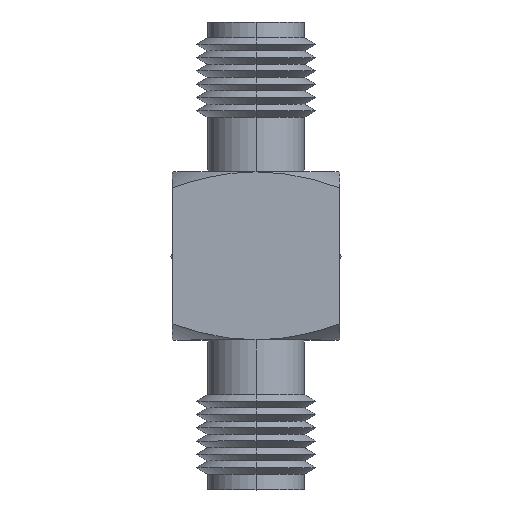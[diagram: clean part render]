
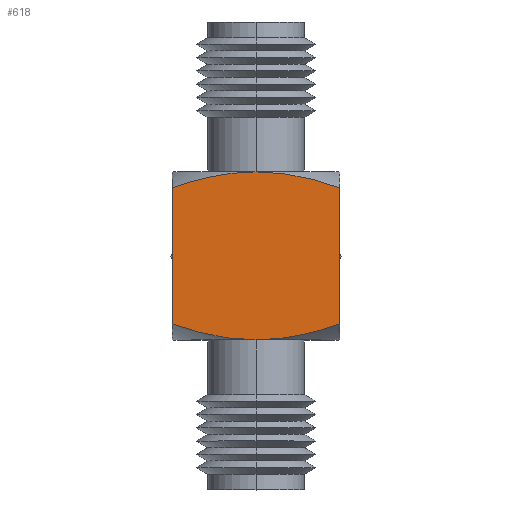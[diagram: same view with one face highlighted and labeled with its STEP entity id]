
A CAD part, top view. The second image highlights one B-rep face of the part: STEP entity #618.
In plain terms, the highlighted planar face has unit normal (0, 0, 1).
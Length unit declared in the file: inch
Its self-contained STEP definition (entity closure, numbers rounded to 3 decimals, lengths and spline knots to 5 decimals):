
#615 = ORIENTED_EDGE ( 'NONE', *, *, #747, .F. ) ;
#617 = ORIENTED_EDGE ( 'NONE', *, *, #1101, .F. ) ;
#618 = ADVANCED_FACE ( 'NONE', ( #1478 ), #1477, .F. ) ;
#619 = EDGE_LOOP ( 'NONE', ( #748, #617, #615, #753, #739, #730 ) ) ;
#726 = VERTEX_POINT ( 'NONE', #1678 ) ;
#730 = ORIENTED_EDGE ( 'NONE', *, *, #766, .T. ) ;
#735 = VERTEX_POINT ( 'NONE', #1671 ) ;
#738 = EDGE_CURVE ( 'NONE', #735, #757, #1670, .T. ) ;
#739 = ORIENTED_EDGE ( 'NONE', *, *, #738, .F. ) ;
#747 = EDGE_CURVE ( 'NONE', #726, #1063, #1658, .T. ) ;
#748 = ORIENTED_EDGE ( 'NONE', *, *, #2393, .F. ) ;
#750 = EDGE_CURVE ( 'NONE', #757, #726, #1707, .T. ) ;
#753 = ORIENTED_EDGE ( 'NONE', *, *, #750, .F. ) ;
#757 = VERTEX_POINT ( 'NONE', #1686 ) ;
#766 = EDGE_CURVE ( 'NONE', #735, #2396, #1711, .T. ) ;
#1063 = VERTEX_POINT ( 'NONE', #2249 ) ;
#1083 = VERTEX_POINT ( 'NONE', #2275 ) ;
#1101 = EDGE_CURVE ( 'NONE', #1063, #1083, #2311, .T. ) ;
#1473 = DIRECTION ( 'NONE',  ( -1., 0., 0. ) ) ;
#1474 = DIRECTION ( 'NONE',  ( 0., 0., -1. ) ) ;
#1475 = CARTESIAN_POINT ( 'NONE',  ( -0.177, 0.354, 0.177 ) ) ;
#1476 = AXIS2_PLACEMENT_3D ( 'NONE', #1475, #1474, #1473 ) ;
#1477 = PLANE ( 'NONE',  #1476 ) ;
#1478 = FACE_OUTER_BOUND ( 'NONE', #619, .T. ) ;
#1655 = DIRECTION ( 'NONE',  ( 0., -1., 0. ) ) ;
#1656 = VECTOR ( 'NONE', #1655, 39.37008 ) ;
#1657 = CARTESIAN_POINT ( 'NONE',  ( 0.177, 0.354, 0.177 ) ) ;
#1658 = LINE ( 'NONE', #1657, #1656 ) ;
#1662 = CARTESIAN_POINT ( 'NONE',  ( 0., 0.354, 0.177 ) ) ;
#1663 = CARTESIAN_POINT ( 'NONE',  ( -0.03041, 0.354, 0.177 ) ) ;
#1664 = CARTESIAN_POINT ( 'NONE',  ( -0.06087, 0.35066, 0.177 ) ) ;
#1665 = CARTESIAN_POINT ( 'NONE',  ( -0.11991, 0.33887, 0.177 ) ) ;
#1666 = CARTESIAN_POINT ( 'NONE',  ( -0.14872, 0.33052, 0.177 ) ) ;
#1667 = CARTESIAN_POINT ( 'NONE',  ( -0.177, 0.32033, 0.177 ) ) ;
#1670 = B_SPLINE_CURVE_WITH_KNOTS ( 'NONE', 3,
 ( #1667, #1666, #1665, #1664, #1663, #1662 ),
 .UNSPECIFIED., .F., .F.,
 ( 4, 2, 4 ),
 ( 0.1284, 0.13068, 0.13297 ),
 .UNSPECIFIED. ) ;
#1671 = CARTESIAN_POINT ( 'NONE',  ( -0.177, 0.32033, 0.177 ) ) ;
#1678 = CARTESIAN_POINT ( 'NONE',  ( 0.177, 0.32033, 0.177 ) ) ;
#1686 = CARTESIAN_POINT ( 'NONE',  ( 0., 0.354, 0.177 ) ) ;
#1699 = CARTESIAN_POINT ( 'NONE',  ( 0.177, 0.32033, 0.177 ) ) ;
#1700 = CARTESIAN_POINT ( 'NONE',  ( 0.1628, 0.32545, 0.177 ) ) ;
#1701 = CARTESIAN_POINT ( 'NONE',  ( 0.14833, 0.33014, 0.177 ) ) ;
#1702 = CARTESIAN_POINT ( 'NONE',  ( 0.11924, 0.33838, 0.177 ) ) ;
#1703 = CARTESIAN_POINT ( 'NONE',  ( 0.1046, 0.34195, 0.177 ) ) ;
#1704 = CARTESIAN_POINT ( 'NONE',  ( 0.06038, 0.35072, 0.177 ) ) ;
#1705 = CARTESIAN_POINT ( 'NONE',  ( 0.03046, 0.354, 0.177 ) ) ;
#1706 = CARTESIAN_POINT ( 'NONE',  ( 0., 0.354, 0.177 ) ) ;
#1707 = B_SPLINE_CURVE_WITH_KNOTS ( 'NONE', 3,
 ( #1706, #1705, #1704, #1703, #1702, #1701, #1700, #1699 ),
 .UNSPECIFIED., .F., .F.,
 ( 4, 2, 2, 4 ),
 ( 0., 0.00229, 0.00343, 0.00458 ),
 .UNSPECIFIED. ) ;
#1710 = CARTESIAN_POINT ( 'NONE',  ( -0.177, 0.354, 0.177 ) ) ;
#1711 = LINE ( 'NONE', #1710, #1767 ) ;
#1766 = DIRECTION ( 'NONE',  ( 0., -1., 0. ) ) ;
#1767 = VECTOR ( 'NONE', #1766, 39.37008 ) ;
#2249 = CARTESIAN_POINT ( 'NONE',  ( 0.177, 0.03367, 0.177 ) ) ;
#2275 = CARTESIAN_POINT ( 'NONE',  ( 0., 0., 0.177 ) ) ;
#2306 = CARTESIAN_POINT ( 'NONE',  ( 0.03041, 0., 0.177 ) ) ;
#2307 = CARTESIAN_POINT ( 'NONE',  ( 0.06087, 0.00334, 0.177 ) ) ;
#2308 = CARTESIAN_POINT ( 'NONE',  ( 0.11991, 0.01513, 0.177 ) ) ;
#2309 = CARTESIAN_POINT ( 'NONE',  ( 0.14872, 0.02348, 0.177 ) ) ;
#2310 = CARTESIAN_POINT ( 'NONE',  ( 0.177, 0.03367, 0.177 ) ) ;
#2311 = B_SPLINE_CURVE_WITH_KNOTS ( 'NONE', 3,
 ( #2310, #2309, #2308, #2307, #2306, #2361 ),
 .UNSPECIFIED., .F., .F.,
 ( 4, 2, 4 ),
 ( 0.1284, 0.13068, 0.13297 ),
 .UNSPECIFIED. ) ;
#2361 = CARTESIAN_POINT ( 'NONE',  ( 0., 0., 0.177 ) ) ;
#2393 = EDGE_CURVE ( 'NONE', #1083, #2396, #2510, .T. ) ;
#2396 = VERTEX_POINT ( 'NONE', #2500 ) ;
#2500 = CARTESIAN_POINT ( 'NONE',  ( -0.177, 0.03367, 0.177 ) ) ;
#2501 = CARTESIAN_POINT ( 'NONE',  ( -0.177, 0.03367, 0.177 ) ) ;
#2502 = CARTESIAN_POINT ( 'NONE',  ( -0.1628, 0.02855, 0.177 ) ) ;
#2503 = CARTESIAN_POINT ( 'NONE',  ( -0.14833, 0.02386, 0.177 ) ) ;
#2504 = CARTESIAN_POINT ( 'NONE',  ( -0.11924, 0.01562, 0.177 ) ) ;
#2505 = CARTESIAN_POINT ( 'NONE',  ( -0.1046, 0.01205, 0.177 ) ) ;
#2506 = CARTESIAN_POINT ( 'NONE',  ( -0.06038, 0.00328, 0.177 ) ) ;
#2507 = CARTESIAN_POINT ( 'NONE',  ( -0.03046, 0., 0.177 ) ) ;
#2508 = CARTESIAN_POINT ( 'NONE',  ( 0., 0., 0.177 ) ) ;
#2510 = B_SPLINE_CURVE_WITH_KNOTS ( 'NONE', 3,
 ( #2508, #2507, #2506, #2505, #2504, #2503, #2502, #2501 ),
 .UNSPECIFIED., .F., .F.,
 ( 4, 2, 2, 4 ),
 ( 0., 0.00229, 0.00343, 0.00458 ),
 .UNSPECIFIED. ) ;
